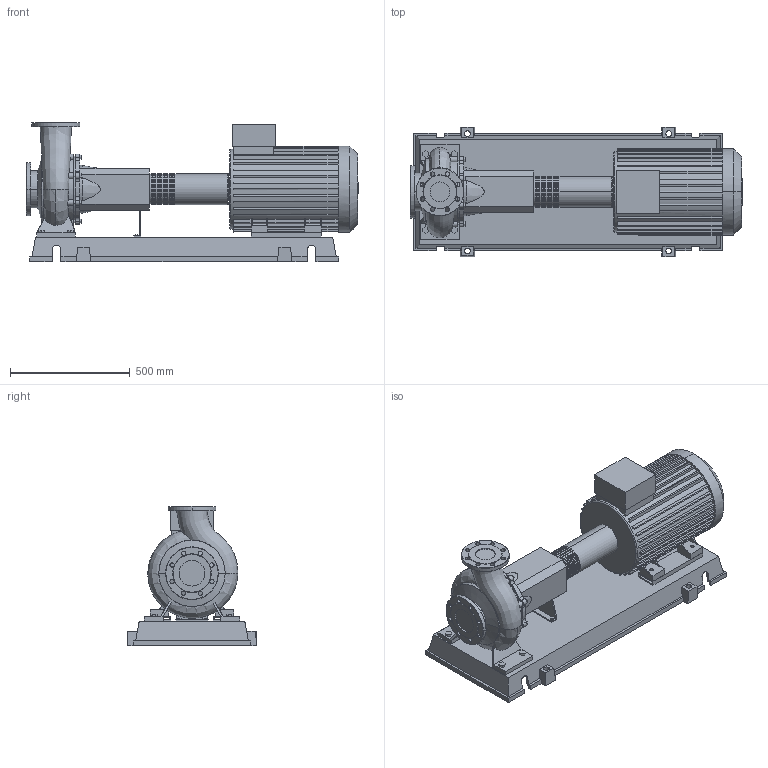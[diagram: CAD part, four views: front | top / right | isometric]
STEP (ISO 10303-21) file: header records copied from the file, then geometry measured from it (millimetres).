
FILE_DESCRIPTION((''),'2;1');
FILE_NAME('3d_NL80_250-22-2-12-4109273.stp','2015-03-03T07:20:06',(''),(''),'Mechanical Desktop 2009','Mechanical Desktop 2009',', , ');
FILE_SCHEMA(('CONFIG_CONTROL_DESIGN'));
Length unit declared in the file: millimetre
Products named in the file (1): Product
Bounding box: 1386 x 540 x 583 mm (x, y, z)
Volume: 94233215.3 mm3; surface area: 4634970.5 mm2
Topology: 13 solids, 13 shells, 895 faces, 2388 edges, 1571 vertices
Faces by surface type: plane 451, cylinder 253, bspline 163, cone 14, torus 14
Full cylindrical faces by diameter (mm): 277 x1
Entity records: 32465 total; most frequent: CARTESIAN_POINT 9903, ORIENTED_EDGE 4778, DIRECTION 4536, EDGE_CURVE 2389, VERTEX_POINT 1570, AXIS2_PLACEMENT_3D 1524, VECTOR 1488, LINE 1488
